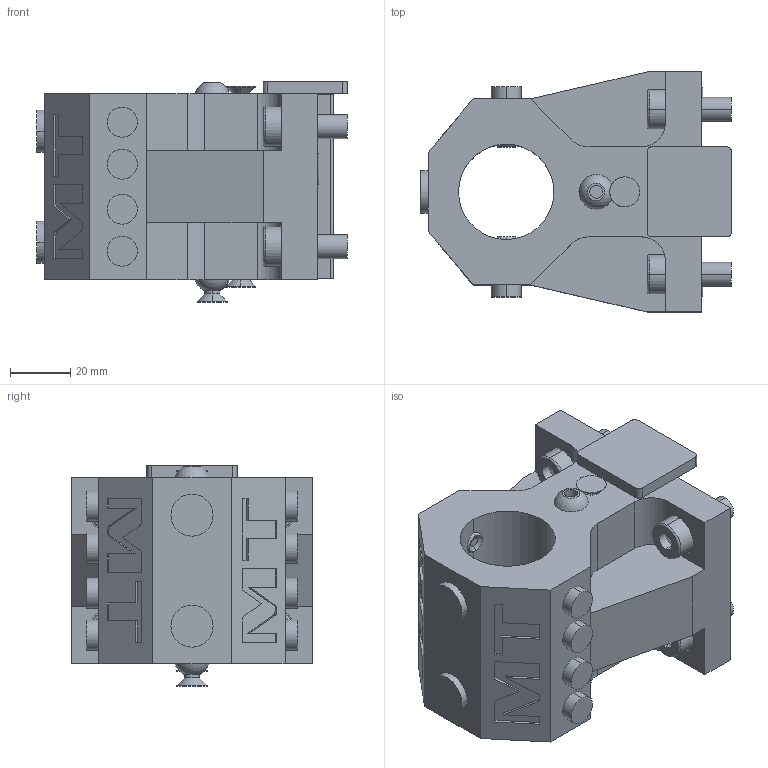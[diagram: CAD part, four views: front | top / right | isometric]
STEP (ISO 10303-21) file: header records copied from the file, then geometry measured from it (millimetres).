
FILE_DESCRIPTION((''),'2;1');
FILE_NAME('NKM1993175_CONF','2023-06-23T16:46:22',('gvalli'),('M.T. srl'),'CREO PARAMETRIC BY PTC INC, 2021072','CREO PARAMETRIC BY PTC INC, 2021072','');
FILE_SCHEMA(('CONFIG_CONTROL_DESIGN'));
Length unit declared in the file: millimetre
Products named in the file (1): NKM1993175_CONF
Bounding box: 103.5 x 80 x 73.55 mm (x, y, z)
Volume: 282810.1 mm3; surface area: 45263.7 mm2
Topology: 1 solids, 1 shells, 271 faces, 668 edges, 422 vertices
Faces by surface type: plane 123, cylinder 84, cone 46, torus 12, extrusion 4, sphere 2
Entity records: 9152 total; most frequent: CARTESIAN_POINT 2639, DIRECTION 1356, ORIENTED_EDGE 1320, EDGE_CURVE 660, AXIS2_PLACEMENT_3D 477, VERTEX_POINT 422, VECTOR 402, LINE 398
